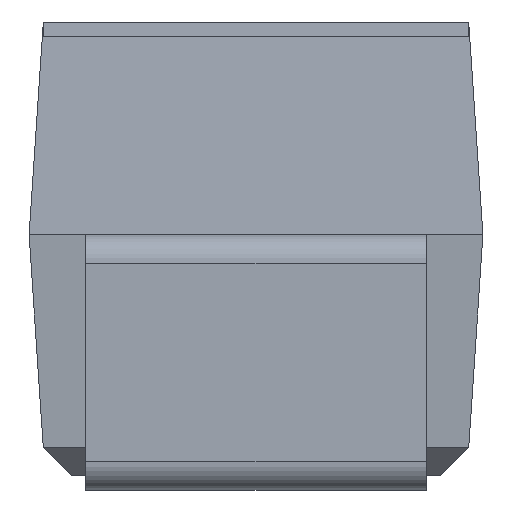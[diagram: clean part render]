
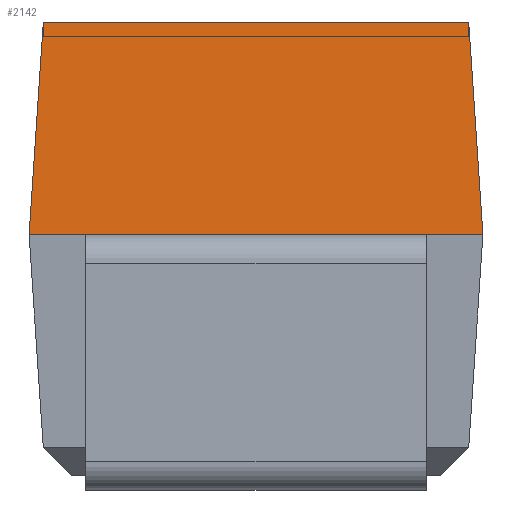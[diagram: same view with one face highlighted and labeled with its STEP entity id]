
A CAD part, left-side view. The second image highlights one B-rep face of the part: STEP entity #2142.
In plain terms, the highlighted planar face has unit normal (-0.998, 0, 0.067).
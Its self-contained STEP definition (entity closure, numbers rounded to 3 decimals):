
#188=FACE_OUTER_BOUND('',#312,.T.);
#312=EDGE_LOOP('',(#1462,#1463,#1464,#1465));
#476=LINE('',#3392,#690);
#477=LINE('',#3394,#691);
#478=LINE('',#3396,#692);
#479=LINE('',#3397,#693);
#690=VECTOR('',#2443,1000.);
#691=VECTOR('',#2444,1000.);
#692=VECTOR('',#2445,1000.);
#693=VECTOR('',#2446,1000.);
#940=VERTEX_POINT('',#3390);
#941=VERTEX_POINT('',#3391);
#942=VERTEX_POINT('',#3393);
#943=VERTEX_POINT('',#3395);
#1144=EDGE_CURVE('',#940,#941,#476,.T.);
#1145=EDGE_CURVE('',#942,#940,#477,.T.);
#1146=EDGE_CURVE('',#943,#942,#478,.T.);
#1147=EDGE_CURVE('',#941,#943,#479,.T.);
#1462=ORIENTED_EDGE('',*,*,#1144,.F.);
#1463=ORIENTED_EDGE('',*,*,#1145,.F.);
#1464=ORIENTED_EDGE('',*,*,#1146,.F.);
#1465=ORIENTED_EDGE('',*,*,#1147,.F.);
#1979=PLANE('',#2290);
#2142=ADVANCED_FACE('',(#188),#1979,.F.);
#2290=AXIS2_PLACEMENT_3D('',#3389,#2441,#2442);
#2441=DIRECTION('center_axis',(0.998,0.,-0.067));
#2442=DIRECTION('ref_axis',(-0.067,0.,-0.998));
#2443=DIRECTION('',(0.066,-0.066,0.996));
#2444=DIRECTION('',(0.,1.,0.));
#2445=DIRECTION('',(-0.066,-0.066,-0.996));
#2446=DIRECTION('',(0.,-1.,0.));
#3389=CARTESIAN_POINT('Origin',(0.05,1.6,1.5));
#3390=CARTESIAN_POINT('',(0.,1.6,0.75));
#3391=CARTESIAN_POINT('',(0.05,1.55,1.5));
#3392=CARTESIAN_POINT('',(0.05,1.55,1.497));
#3393=CARTESIAN_POINT('',(0.,0.,0.75));
#3394=CARTESIAN_POINT('',(0.,0.,0.75));
#3395=CARTESIAN_POINT('',(0.05,0.05,1.5));
#3396=CARTESIAN_POINT('',(0.057,0.057,1.602));
#3397=CARTESIAN_POINT('',(0.05,1.6,1.5));
